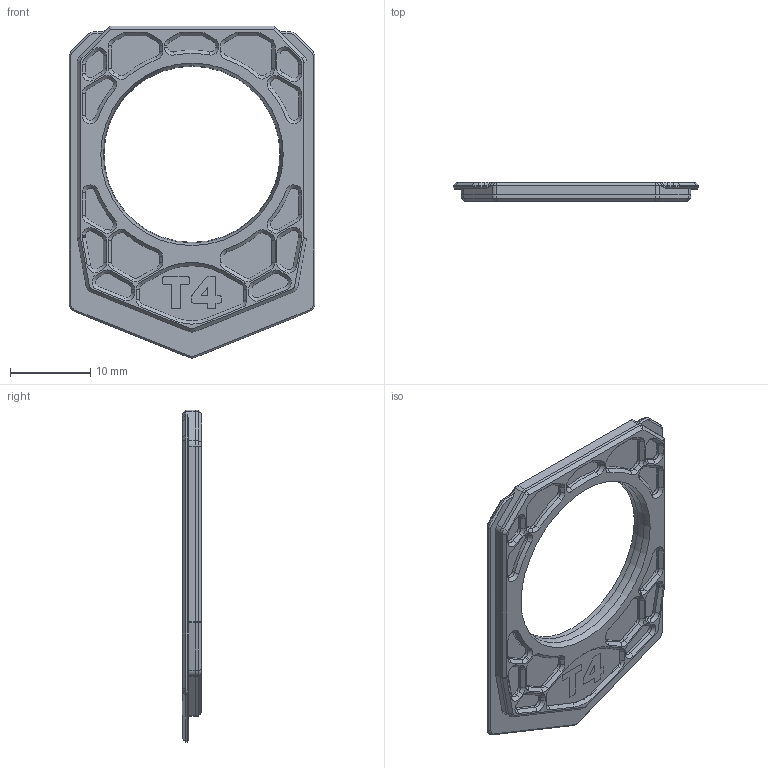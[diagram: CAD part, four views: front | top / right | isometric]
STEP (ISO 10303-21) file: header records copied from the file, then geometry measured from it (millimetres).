
FILE_DESCRIPTION(/* description */ (''),/* implementation_level */ '2;1');
FILE_NAME(/* name */ 'T4 v4.step',/* time_stamp */ '2025-07-25T03:46:48+02:00',/* author */ (''),/* organization */ (''),/* preprocessor_version */ 'ST-DEVELOPER v20.1',/* originating_system */ 'Autodesk Translation Framework v14.4.0.0',/* authorisation */ '');
FILE_SCHEMA (('AUTOMOTIVE_DESIGN { 1 0 10303 214 3 1 1 }'));
Length unit declared in the file: millimetre
Products named in the file (2): Open_Grill; Component2
Assembly tree (1 placements, depth 2):
  Open_Grill
    Component2
Bounding box: 30.6 x 2.4 x 41.4 mm (x, y, z)
Volume: 1325.1 mm3; surface area: 2968.6 mm2
Topology: 3 solids, 3 shells, 739 faces, 1876 edges, 1145 vertices
Faces by surface type: plane 290, bspline 216, cylinder 121, cone 110, torus 2
Full cylindrical faces by diameter (mm): 5.4 x2, 21.962 x1
Entity records: 27246 total; most frequent: CARTESIAN_POINT 10582, ORIENTED_EDGE 3752, DIRECTION 2903, EDGE_CURVE 1876, VERTEX_POINT 1145, LINE 1101, VECTOR 1101, AXIS2_PLACEMENT_3D 901
